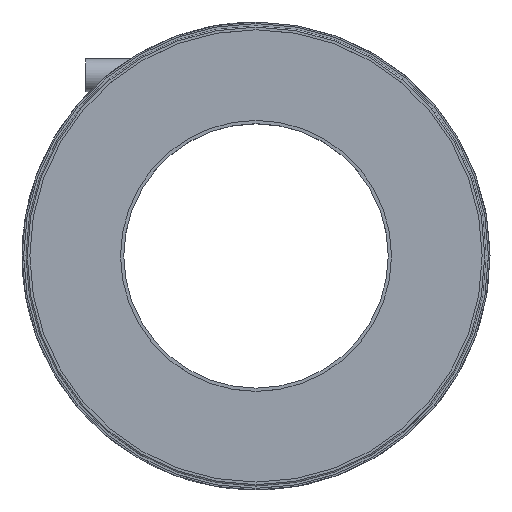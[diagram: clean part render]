
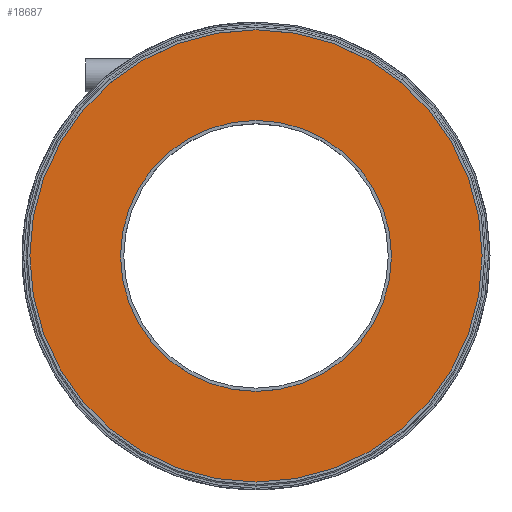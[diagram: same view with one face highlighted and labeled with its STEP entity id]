
A CAD part, top view. The second image highlights one B-rep face of the part: STEP entity #18687.
In plain terms, the highlighted planar face has unit normal (0, 0, 1).
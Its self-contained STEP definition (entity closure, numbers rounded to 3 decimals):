
#4356=PLANE('',#19388);
#5255=FACE_BOUND('',#7335,.T.);
#6215=FACE_OUTER_BOUND('',#7334,.T.);
#7334=EDGE_LOOP('',(#16628));
#7335=EDGE_LOOP('',(#16629));
#7374=CIRCLE('',#18726,20.7);
#7376=CIRCLE('',#18729,34.55);
#7448=VERTEX_POINT('',#22617);
#7450=VERTEX_POINT('',#22622);
#9149=EDGE_CURVE('',#7448,#7448,#7374,.T.);
#9151=EDGE_CURVE('',#7450,#7450,#7376,.T.);
#16628=ORIENTED_EDGE('',*,*,#9151,.T.);
#16629=ORIENTED_EDGE('',*,*,#9149,.T.);
#18687=ADVANCED_FACE('',(#6215,#5255),#4356,.T.);
#18726=AXIS2_PLACEMENT_3D('',#22618,#19444,#19445);
#18729=AXIS2_PLACEMENT_3D('',#22623,#19450,#19451);
#19388=AXIS2_PLACEMENT_3D('',#35807,#22443,#22444);
#19444=DIRECTION('center_axis',(0.,0.,-1.));
#19445=DIRECTION('ref_axis',(0.04,-0.999,0.));
#19450=DIRECTION('center_axis',(0.,0.,1.));
#19451=DIRECTION('ref_axis',(-0.028,1.,0.));
#22443=DIRECTION('center_axis',(0.,0.,1.));
#22444=DIRECTION('ref_axis',(1.,0.,0.));
#22617=CARTESIAN_POINT('',(20.7,0.,11.5));
#22618=CARTESIAN_POINT('Origin',(0.,0.,
11.5));
#22622=CARTESIAN_POINT('',(34.55,0.,11.5));
#22623=CARTESIAN_POINT('Origin',(0.,0.,
11.5));
#35807=CARTESIAN_POINT('Origin',(-8.468,-25.679,11.5));
